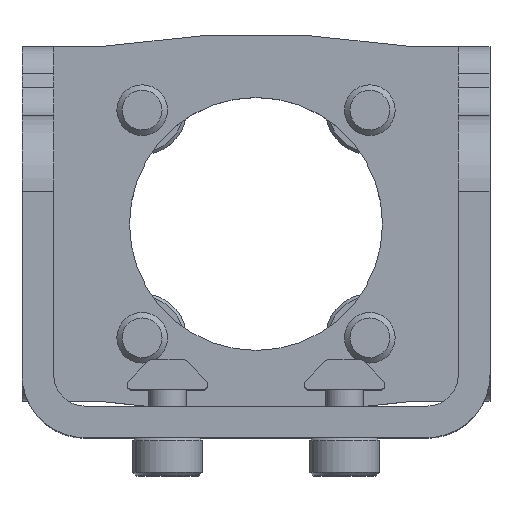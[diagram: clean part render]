
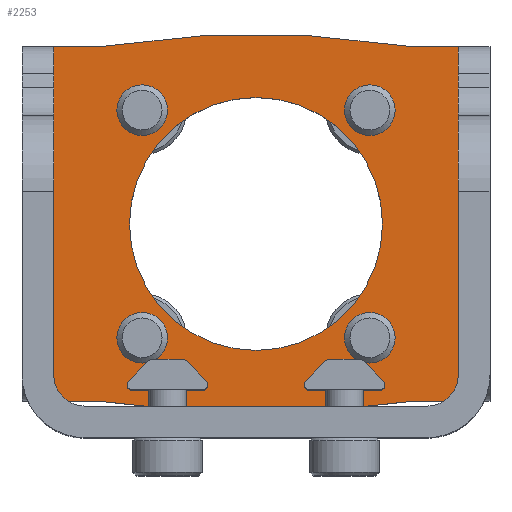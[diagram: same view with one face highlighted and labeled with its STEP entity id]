
A CAD part, top view. The second image highlights one B-rep face of the part: STEP entity #2253.
In plain terms, the highlighted planar face has unit normal (0, 0, 1).
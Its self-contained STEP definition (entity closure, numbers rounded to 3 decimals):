
#217=CIRCLE('',#2476,78.625);
#219=CIRCLE('',#2479,78.625);
#220=CIRCLE('',#2481,1.621);
#221=CIRCLE('',#2482,1.621);
#222=CIRCLE('',#2483,1.621);
#223=CIRCLE('',#2484,1.621);
#224=CIRCLE('',#2485,10.);
#445=ORIENTED_EDGE('',*,*,#1037,.T.);
#446=ORIENTED_EDGE('',*,*,#1038,.T.);
#447=ORIENTED_EDGE('',*,*,#1039,.T.);
#448=ORIENTED_EDGE('',*,*,#1040,.T.);
#449=ORIENTED_EDGE('',*,*,#1041,.T.);
#450=ORIENTED_EDGE('',*,*,#1036,.T.);
#451=ORIENTED_EDGE('',*,*,#971,.T.);
#452=ORIENTED_EDGE('',*,*,#1042,.T.);
#453=ORIENTED_EDGE('',*,*,#963,.F.);
#454=ORIENTED_EDGE('',*,*,#1034,.T.);
#455=ORIENTED_EDGE('',*,*,#959,.F.);
#456=ORIENTED_EDGE('',*,*,#1043,.T.);
#457=ORIENTED_EDGE('',*,*,#975,.T.);
#959=EDGE_CURVE('',#1266,#1267,#1475,.T.);
#963=EDGE_CURVE('',#1270,#1271,#1479,.T.);
#971=EDGE_CURVE('',#1279,#1278,#1487,.T.);
#975=EDGE_CURVE('',#1282,#1283,#1491,.T.);
#1034=EDGE_CURVE('',#1270,#1267,#217,.T.);
#1036=EDGE_CURVE('',#1283,#1279,#219,.T.);
#1037=EDGE_CURVE('',#1320,#1320,#220,.T.);
#1038=EDGE_CURVE('',#1321,#1321,#221,.T.);
#1039=EDGE_CURVE('',#1322,#1322,#222,.T.);
#1040=EDGE_CURVE('',#1323,#1323,#223,.T.);
#1041=EDGE_CURVE('',#1324,#1324,#224,.T.);
#1042=EDGE_CURVE('',#1278,#1271,#1521,.T.);
#1043=EDGE_CURVE('',#1266,#1282,#1522,.T.);
#1266=VERTEX_POINT('',#3475);
#1267=VERTEX_POINT('',#3477);
#1270=VERTEX_POINT('',#3485);
#1271=VERTEX_POINT('',#3486);
#1278=VERTEX_POINT('',#3501);
#1279=VERTEX_POINT('',#3503);
#1282=VERTEX_POINT('',#3511);
#1283=VERTEX_POINT('',#3512);
#1320=VERTEX_POINT('',#3632);
#1321=VERTEX_POINT('',#3634);
#1322=VERTEX_POINT('',#3636);
#1323=VERTEX_POINT('',#3638);
#1324=VERTEX_POINT('',#3640);
#1475=LINE('',#3476,#1633);
#1479=LINE('',#3484,#1637);
#1487=LINE('',#3502,#1645);
#1491=LINE('',#3510,#1649);
#1521=LINE('',#3641,#1679);
#1522=LINE('',#3642,#1680);
#1633=VECTOR('',#2744,1000.);
#1637=VECTOR('',#2750,1000.);
#1645=VECTOR('',#2760,1000.);
#1649=VECTOR('',#2766,1000.);
#1679=VECTOR('',#2912,1000.);
#1680=VECTOR('',#2913,1000.);
#1804=EDGE_LOOP('',(#445));
#1805=EDGE_LOOP('',(#446));
#1806=EDGE_LOOP('',(#447));
#1807=EDGE_LOOP('',(#448));
#1808=EDGE_LOOP('',(#449));
#1809=EDGE_LOOP('',(#450,#451,#452,#453,#454,#455,#456,#457));
#2002=FACE_BOUND('',#1804,.T.);
#2003=FACE_BOUND('',#1805,.T.);
#2004=FACE_BOUND('',#1806,.T.);
#2005=FACE_BOUND('',#1807,.T.);
#2006=FACE_BOUND('',#1808,.T.);
#2007=FACE_BOUND('',#1809,.T.);
#2180=PLANE('',#2480);
#2253=ADVANCED_FACE('',(#2002,#2003,#2004,#2005,#2006,#2007),#2180,.T.);
#2476=AXIS2_PLACEMENT_3D('',#3626,#2892,#2893);
#2479=AXIS2_PLACEMENT_3D('',#3629,#2898,#2899);
#2480=AXIS2_PLACEMENT_3D('',#3630,#2900,#2901);
#2481=AXIS2_PLACEMENT_3D('',#3631,#2902,#2903);
#2482=AXIS2_PLACEMENT_3D('',#3633,#2904,#2905);
#2483=AXIS2_PLACEMENT_3D('',#3635,#2906,#2907);
#2484=AXIS2_PLACEMENT_3D('',#3637,#2908,#2909);
#2485=AXIS2_PLACEMENT_3D('',#3639,#2910,#2911);
#2744=DIRECTION('',(-1.,0.,0.));
#2750=DIRECTION('',(-1.,0.,0.));
#2760=DIRECTION('',(-1.,0.,0.));
#2766=DIRECTION('',(-1.,0.,0.));
#2892=DIRECTION('',(0.,0.,1.));
#2893=DIRECTION('',(1.,0.,0.));
#2898=DIRECTION('',(0.,0.,1.));
#2899=DIRECTION('',(1.,0.,0.));
#2900=DIRECTION('',(0.,0.,1.));
#2901=DIRECTION('',(1.,0.,0.));
#2902=DIRECTION('',(0.,0.,-1.));
#2903=DIRECTION('',(-1.,0.,0.));
#2904=DIRECTION('',(0.,0.,-1.));
#2905=DIRECTION('',(-1.,0.,0.));
#2906=DIRECTION('',(0.,0.,-1.));
#2907=DIRECTION('',(-1.,0.,0.));
#2908=DIRECTION('',(0.,0.,-1.));
#2909=DIRECTION('',(-1.,0.,0.));
#2910=DIRECTION('',(0.,0.,-1.));
#2911=DIRECTION('',(-1.,0.,0.));
#2912=DIRECTION('',(0.,-1.,0.));
#2913=DIRECTION('',(0.,1.,0.));
#3475=CARTESIAN_POINT('',(16.,-14.,4.));
#3476=CARTESIAN_POINT('',(-18.5,-14.,4.));
#3477=CARTESIAN_POINT('',(12.5,-14.,4.));
#3484=CARTESIAN_POINT('',(-18.5,-14.,4.));
#3485=CARTESIAN_POINT('',(-12.5,-14.,4.));
#3486=CARTESIAN_POINT('',(-16.,-14.,4.));
#3501=CARTESIAN_POINT('',(-16.,14.,4.));
#3502=CARTESIAN_POINT('',(16.,14.,4.));
#3503=CARTESIAN_POINT('',(-12.5,14.,4.));
#3510=CARTESIAN_POINT('',(16.,14.,4.));
#3511=CARTESIAN_POINT('',(16.,14.,4.));
#3512=CARTESIAN_POINT('',(12.5,14.,4.));
#3626=CARTESIAN_POINT('',(0.,63.625,4.));
#3629=CARTESIAN_POINT('',(0.,-63.625,4.));
#3630=CARTESIAN_POINT('',(0.,63.625,4.));
#3631=CARTESIAN_POINT('',(-9.,-9.,4.));
#3632=CARTESIAN_POINT('',(-10.621,-9.,4.));
#3633=CARTESIAN_POINT('',(-9.,9.,4.));
#3634=CARTESIAN_POINT('',(-10.621,9.,4.));
#3635=CARTESIAN_POINT('',(9.,-9.,4.));
#3636=CARTESIAN_POINT('',(7.379,-9.,4.));
#3637=CARTESIAN_POINT('',(9.,9.,4.));
#3638=CARTESIAN_POINT('',(7.379,9.,4.));
#3639=CARTESIAN_POINT('',(0.,0.,4.));
#3640=CARTESIAN_POINT('',(-10.,0.,4.));
#3641=CARTESIAN_POINT('',(-16.,14.,4.));
#3642=CARTESIAN_POINT('',(16.,-14.5,4.));
